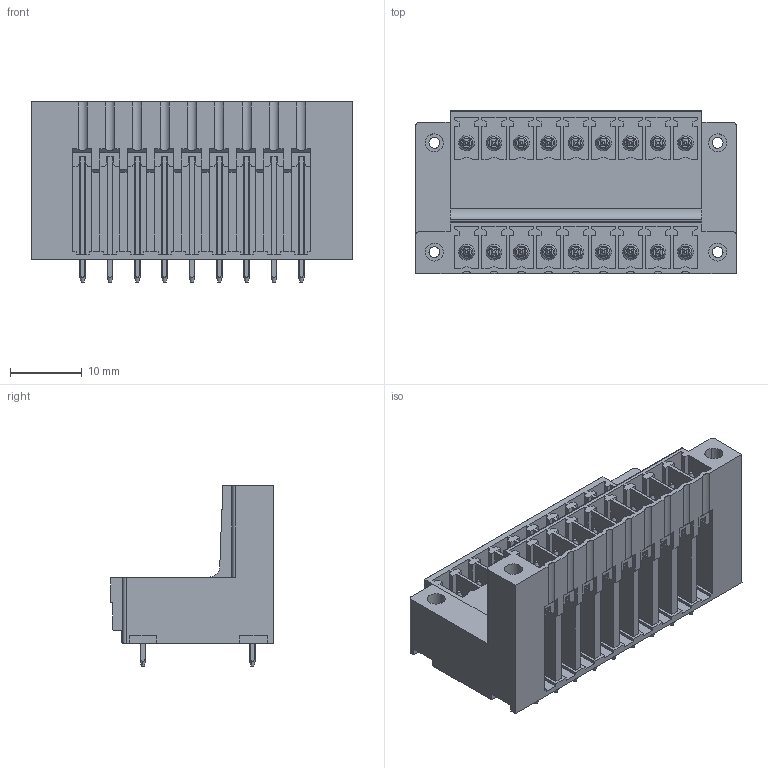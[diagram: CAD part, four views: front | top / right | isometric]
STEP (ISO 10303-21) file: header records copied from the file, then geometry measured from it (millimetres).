
FILE_DESCRIPTION(('CATIA V5 STEP Exchange','CAx-IF Rec.Pracs.--- Model Styling and Organization---1.2---2011-12-15'),'2;1');
FILE_NAME ('D1447317_0', '2018-10-15T07:30:23+00:00', ('none'), ('Weidmueller'), 'CATIA Version 5-6 Release 2014', 'CATIA V5 STEP AP214', 'none');
FILE_SCHEMA(('AUTOMOTIVE_DESIGN { 1 0 10303 214 1 1 1 1 }'));
Length unit declared in the file: millimetre
Products named in the file (1): 1035060000
Bounding box: 44.68 x 22.7 x 25.1 mm (x, y, z)
Volume: 8717.2 mm3; surface area: 10241.1 mm2
Topology: 19 solids, 19 shells, 1120 faces, 3099 edges, 2061 vertices
Faces by surface type: plane 728, cylinder 244, cone 112, torus 36
Entity records: 36247 total; most frequent: CARTESIAN_POINT 10536, ORIENTED_EDGE 6198, DIRECTION 3796, EDGE_CURVE 3099, VECTOR 2164, LINE 2164, VERTEX_POINT 2061, EDGE_LOOP 1226
